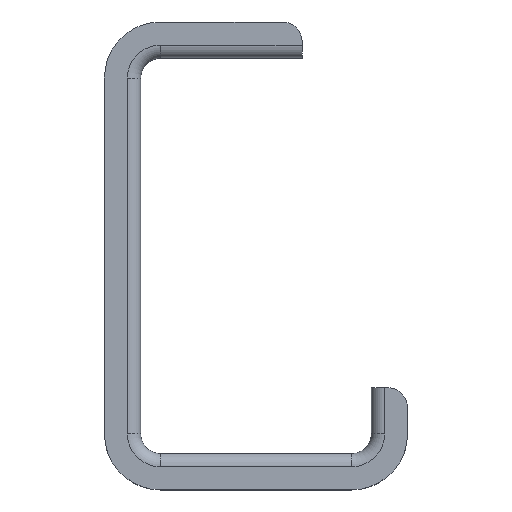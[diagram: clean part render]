
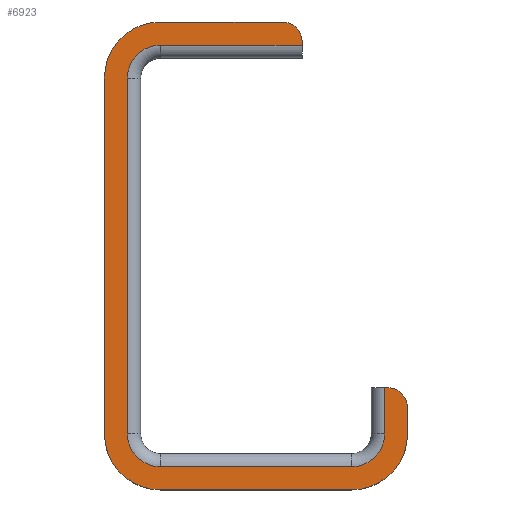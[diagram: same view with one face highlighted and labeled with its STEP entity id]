
A CAD part, top view. The second image highlights one B-rep face of the part: STEP entity #6923.
In plain terms, the highlighted planar face has unit normal (0, 0, 1).
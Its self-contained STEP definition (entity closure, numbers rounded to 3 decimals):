
#875=CARTESIAN_POINT('',(29.,-54.,11.));
#876=DIRECTION('',(0.,0.,-1.));
#877=DIRECTION('',(1.,0.,0.));
#878=AXIS2_PLACEMENT_3D('',#875,#876,#877);
#880=DIRECTION('',(-1.,0.,0.));
#881=VECTOR('',#880,1.);
#882=CARTESIAN_POINT('',(40.,-40.,11.));
#883=LINE('',#882,#881);
#884=CARTESIAN_POINT('',(40.,-46.,11.));
#885=DIRECTION('',(0.,0.,1.));
#886=DIRECTION('',(1.,0.,0.));
#887=AXIS2_PLACEMENT_3D('',#884,#885,#886);
#889=CARTESIAN_POINT('',(29.,-54.,11.));
#890=DIRECTION('',(0.,0.,1.));
#891=DIRECTION('',(0.,-1.,0.));
#892=AXIS2_PLACEMENT_3D('',#889,#890,#891);
#894=CARTESIAN_POINT('',(-29.,-54.,11.));
#895=DIRECTION('',(0.,0.,1.));
#896=DIRECTION('',(-1.,0.,0.));
#897=AXIS2_PLACEMENT_3D('',#894,#895,#896);
#899=CARTESIAN_POINT('',(-29.,54.,11.));
#900=DIRECTION('',(0.,0.,1.));
#901=DIRECTION('',(0.,1.,0.));
#902=AXIS2_PLACEMENT_3D('',#899,#900,#901);
#904=CARTESIAN_POINT('',(8.,65.,11.));
#905=DIRECTION('',(0.,0.,1.));
#906=DIRECTION('',(1.,0.,0.));
#907=AXIS2_PLACEMENT_3D('',#904,#905,#906);
#909=DIRECTION('',(0.,1.,0.));
#910=VECTOR('',#909,1.);
#911=CARTESIAN_POINT('',(14.,64.,11.));
#912=LINE('',#911,#910);
#913=CARTESIAN_POINT('',(-29.,54.,11.));
#914=DIRECTION('',(0.,0.,-1.));
#915=DIRECTION('',(-1.,0.,0.));
#916=AXIS2_PLACEMENT_3D('',#913,#914,#915);
#918=CARTESIAN_POINT('',(-29.,-54.,11.));
#919=DIRECTION('',(0.,0.,-1.));
#920=DIRECTION('',(0.,-1.,0.));
#921=AXIS2_PLACEMENT_3D('',#918,#919,#920);
#942=DIRECTION('',(1.,0.,0.));
#943=VECTOR('',#942,58.);
#944=CARTESIAN_POINT('',(-29.,-64.,11.));
#945=LINE('',#944,#943);
#965=DIRECTION('',(0.,-1.,0.));
#966=VECTOR('',#965,108.);
#967=CARTESIAN_POINT('',(-39.,54.,11.));
#968=LINE('',#967,#966);
#988=DIRECTION('',(-1.,0.,0.));
#989=VECTOR('',#988,43.);
#990=CARTESIAN_POINT('',(14.,64.,11.));
#991=LINE('',#990,#989);
#1123=DIRECTION('',(0.,-1.,0.));
#1124=VECTOR('',#1123,8.);
#1125=CARTESIAN_POINT('',(46.,-46.,11.));
#1126=LINE('',#1125,#1124);
#1135=DIRECTION('',(-1.,0.,0.));
#1136=VECTOR('',#1135,58.);
#1137=CARTESIAN_POINT('',(29.,-71.,11.));
#1138=LINE('',#1137,#1136);
#1147=DIRECTION('',(0.,1.,0.));
#1148=VECTOR('',#1147,108.);
#1149=CARTESIAN_POINT('',(-46.,-54.,11.));
#1150=LINE('',#1149,#1148);
#1159=DIRECTION('',(1.,0.,0.));
#1160=VECTOR('',#1159,37.);
#1161=CARTESIAN_POINT('',(-29.,71.,11.));
#1162=LINE('',#1161,#1160);
#1167=DIRECTION('',(0.,1.,0.));
#1168=VECTOR('',#1167,14.);
#1169=CARTESIAN_POINT('',(39.,-54.,11.));
#1170=LINE('',#1169,#1168);
#4965=CARTESIAN_POINT('',(-29.,-71.,11.));
#4966=VERTEX_POINT('',#4965);
#4967=CARTESIAN_POINT('',(-46.,-54.,11.));
#4968=VERTEX_POINT('',#4967);
#5005=CARTESIAN_POINT('',(-29.,-64.,11.));
#5006=VERTEX_POINT('',#5005);
#5007=CARTESIAN_POINT('',(-39.,-54.,11.));
#5008=VERTEX_POINT('',#5007);
#5215=CARTESIAN_POINT('',(29.,-71.,11.));
#5216=VERTEX_POINT('',#5215);
#5217=CARTESIAN_POINT('',(29.,-64.,11.));
#5218=VERTEX_POINT('',#5217);
#5556=CARTESIAN_POINT('',(-29.,71.,11.));
#5558=VERTEX_POINT('',#5556);
#5562=CARTESIAN_POINT('',(-46.,54.,11.));
#5563=VERTEX_POINT('',#5562);
#5565=CARTESIAN_POINT('',(8.,71.,11.));
#5567=VERTEX_POINT('',#5565);
#5568=CARTESIAN_POINT('',(14.,65.,11.));
#5569=VERTEX_POINT('',#5568);
#5572=CARTESIAN_POINT('',(14.,64.,11.));
#5573=VERTEX_POINT('',#5572);
#5574=CARTESIAN_POINT('',(-29.,64.,11.));
#5575=VERTEX_POINT('',#5574);
#5576=CARTESIAN_POINT('',(-39.,54.,11.));
#5577=VERTEX_POINT('',#5576);
#5843=CARTESIAN_POINT('',(46.,-46.,11.));
#5844=CARTESIAN_POINT('',(40.,-40.,11.));
#5845=VERTEX_POINT('',#5843);
#5846=VERTEX_POINT('',#5844);
#5857=CARTESIAN_POINT('',(39.,-40.,11.));
#5858=VERTEX_POINT('',#5857);
#5883=CARTESIAN_POINT('',(39.,-54.,11.));
#5884=VERTEX_POINT('',#5883);
#5885=CARTESIAN_POINT('',(46.,-54.,11.));
#5886=VERTEX_POINT('',#5885);
#6882=CARTESIAN_POINT('',(-14.,-64.,11.));
#6883=DIRECTION('',(0.,0.,1.));
#6884=DIRECTION('',(0.,-1.,0.));
#6885=AXIS2_PLACEMENT_3D('',#6882,#6883,#6884);
#6886=PLANE('',#6885);
#6888=ORIENTED_EDGE('',*,*,#6887,.F.);
#6890=ORIENTED_EDGE('',*,*,#6889,.T.);
#6892=ORIENTED_EDGE('',*,*,#6891,.F.);
#6894=ORIENTED_EDGE('',*,*,#6893,.F.);
#6896=ORIENTED_EDGE('',*,*,#6895,.T.);
#6898=ORIENTED_EDGE('',*,*,#6897,.F.);
#6900=ORIENTED_EDGE('',*,*,#6899,.T.);
#6902=ORIENTED_EDGE('',*,*,#6901,.F.);
#6904=ORIENTED_EDGE('',*,*,#6903,.T.);
#6906=ORIENTED_EDGE('',*,*,#6905,.F.);
#6908=ORIENTED_EDGE('',*,*,#6907,.T.);
#6909=ORIENTED_EDGE('',*,*,#6873,.F.);
#6910=ORIENTED_EDGE('',*,*,#6404,.F.);
#6912=ORIENTED_EDGE('',*,*,#6911,.T.);
#6914=ORIENTED_EDGE('',*,*,#6913,.F.);
#6916=ORIENTED_EDGE('',*,*,#6915,.T.);
#6918=ORIENTED_EDGE('',*,*,#6917,.F.);
#6920=ORIENTED_EDGE('',*,*,#6919,.T.);
#6921=EDGE_LOOP('',(#6888,#6890,#6892,#6894,#6896,#6898,#6900,#6902,#6904,#6906,
#6908,#6909,#6910,#6912,#6914,#6916,#6918,#6920));
#6922=FACE_OUTER_BOUND('',#6921,.F.);
#6923=ADVANCED_FACE('',(#6922),#6886,.T.);
#879=CIRCLE('',#878,10.);
#888=CIRCLE('',#887,6.);
#893=CIRCLE('',#892,17.);
#898=CIRCLE('',#897,17.);
#903=CIRCLE('',#902,17.);
#908=CIRCLE('',#907,6.);
#917=CIRCLE('',#916,10.);
#922=CIRCLE('',#921,10.);
#6404=EDGE_CURVE('',#5573,#5569,#912,.T.);
#6873=EDGE_CURVE('',#5569,#5567,#908,.T.);
#6887=EDGE_CURVE('',#5884,#5218,#879,.T.);
#6889=EDGE_CURVE('',#5884,#5858,#1170,.T.);
#6891=EDGE_CURVE('',#5846,#5858,#883,.T.);
#6893=EDGE_CURVE('',#5845,#5846,#888,.T.);
#6895=EDGE_CURVE('',#5845,#5886,#1126,.T.);
#6897=EDGE_CURVE('',#5216,#5886,#893,.T.);
#6899=EDGE_CURVE('',#5216,#4966,#1138,.T.);
#6901=EDGE_CURVE('',#4968,#4966,#898,.T.);
#6903=EDGE_CURVE('',#4968,#5563,#1150,.T.);
#6905=EDGE_CURVE('',#5558,#5563,#903,.T.);
#6907=EDGE_CURVE('',#5558,#5567,#1162,.T.);
#6911=EDGE_CURVE('',#5573,#5575,#991,.T.);
#6913=EDGE_CURVE('',#5577,#5575,#917,.T.);
#6915=EDGE_CURVE('',#5577,#5008,#968,.T.);
#6917=EDGE_CURVE('',#5006,#5008,#922,.T.);
#6919=EDGE_CURVE('',#5006,#5218,#945,.T.);
